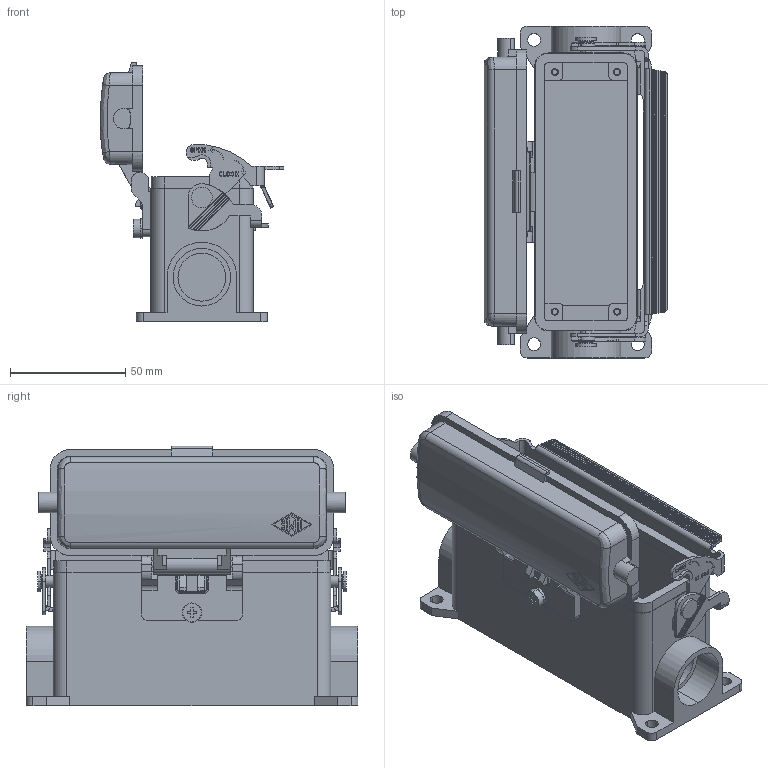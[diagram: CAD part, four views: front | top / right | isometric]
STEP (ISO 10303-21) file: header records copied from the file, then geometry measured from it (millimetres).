
FILE_DESCRIPTION(('Creo Elements/Direct Modeling STEP Export'),'2;1');
FILE_NAME('0ln7uvk4ql5skfm3272','2019-05-10T11:50:35',(''),(''),'PTC Creo Elements/Direct Modeling STEP processor for AP214 (Solid Model)','PTC Creo Elements/Direct Modeling 19.0E 27-Jun-2016 (C) Parametric Technology GmbH','');
FILE_SCHEMA(('AUTOMOTIVE_DESIGN { 1 0 10303 214 1 1 1 1 }'));
Length unit declared in the file: millimetre
Products named in the file (2): MVP_24_LSP25
Assembly tree (1 placements, depth 2):
  MVP_24_LSP25
    MVP_24_LSP25
Bounding box: 79.6 x 144 x 112.73 mm (x, y, z)
Volume: 155840.8 mm3; surface area: 93347.9 mm2
Topology: 1 solids, 1 shells, 616 faces, 2171 edges, 1617 vertices
Faces by surface type: plane 385, cylinder 207, bspline 14, torus 10
Entity records: 28859 total; most frequent: CARTESIAN_POINT 9633, ORIENTED_EDGE 4342, DIRECTION 3588, EDGE_CURVE 2171, VERTEX_POINT 1617, VECTOR 1560, LINE 1551, AXIS2_PLACEMENT_3D 1014
